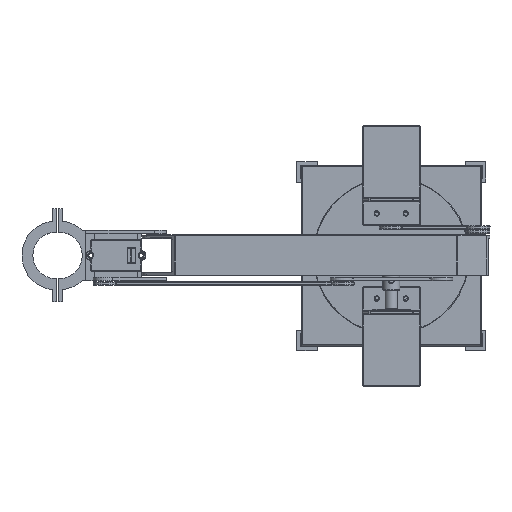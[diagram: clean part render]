
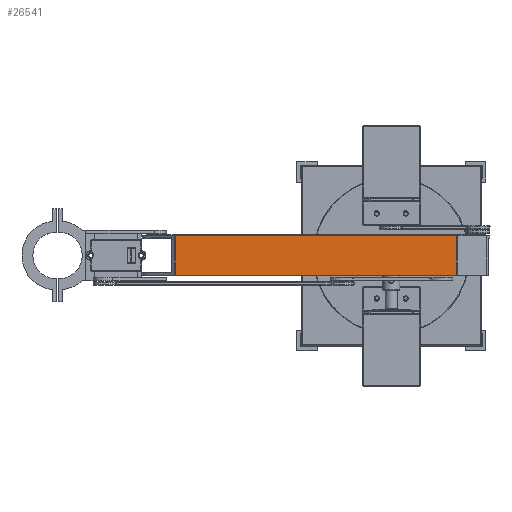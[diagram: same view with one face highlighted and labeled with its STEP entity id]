
A CAD part, top view. The second image highlights one B-rep face of the part: STEP entity #26541.
In plain terms, the highlighted planar face has unit normal (0, 0, 1).
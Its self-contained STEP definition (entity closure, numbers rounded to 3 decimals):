
#1508=PLANE('',#28674);
#2882=FACE_OUTER_BOUND('',#4646,.T.);
#4646=EDGE_LOOP('',(#22392,#22393,#22394,#22395));
#7299=LINE('',#41501,#10352);
#7305=LINE('',#41515,#10358);
#7327=LINE('',#41564,#10380);
#7449=LINE('',#41839,#10502);
#10352=VECTOR('',#33749,10.);
#10358=VECTOR('',#33763,10.);
#10380=VECTOR('',#33813,10.);
#10502=VECTOR('',#34117,10.);
#13346=VERTEX_POINT('',#41475);
#13351=VERTEX_POINT('',#41496);
#13354=VERTEX_POINT('',#41509);
#13367=VERTEX_POINT('',#41558);
#16312=EDGE_CURVE('',#13346,#13351,#7299,.T.);
#16319=EDGE_CURVE('',#13354,#13346,#7305,.T.);
#16344=EDGE_CURVE('',#13367,#13354,#7327,.T.);
#16486=EDGE_CURVE('',#13351,#13367,#7449,.T.);
#22392=ORIENTED_EDGE('',*,*,#16312,.F.);
#22393=ORIENTED_EDGE('',*,*,#16319,.F.);
#22394=ORIENTED_EDGE('',*,*,#16344,.F.);
#22395=ORIENTED_EDGE('',*,*,#16486,.F.);
#26541=ADVANCED_FACE('',(#2882),#1508,.T.);
#28674=AXIS2_PLACEMENT_3D('',#41872,#34161,#34162);
#33749=DIRECTION('',(0.,-1.,0.));
#33763=DIRECTION('',(1.,0.,0.));
#33813=DIRECTION('',(0.,1.,0.));
#34117=DIRECTION('',(-1.,0.,0.));
#34161=DIRECTION('center_axis',(0.,0.,1.));
#34162=DIRECTION('ref_axis',(-1.,0.,0.));
#41475=CARTESIAN_POINT('',(54.5,16.5,345.));
#41496=CARTESIAN_POINT('',(54.5,-16.5,345.));
#41501=CARTESIAN_POINT('',(54.5,1.5,345.));
#41509=CARTESIAN_POINT('',(-179.5,16.5,345.));
#41515=CARTESIAN_POINT('',(-3.75,16.5,345.));
#41558=CARTESIAN_POINT('',(-179.5,-16.5,345.));
#41564=CARTESIAN_POINT('',(-179.5,1.5,345.));
#41839=CARTESIAN_POINT('',(-3.75,-16.5,345.));
#41872=CARTESIAN_POINT('Origin',(55.,-14.,345.));
